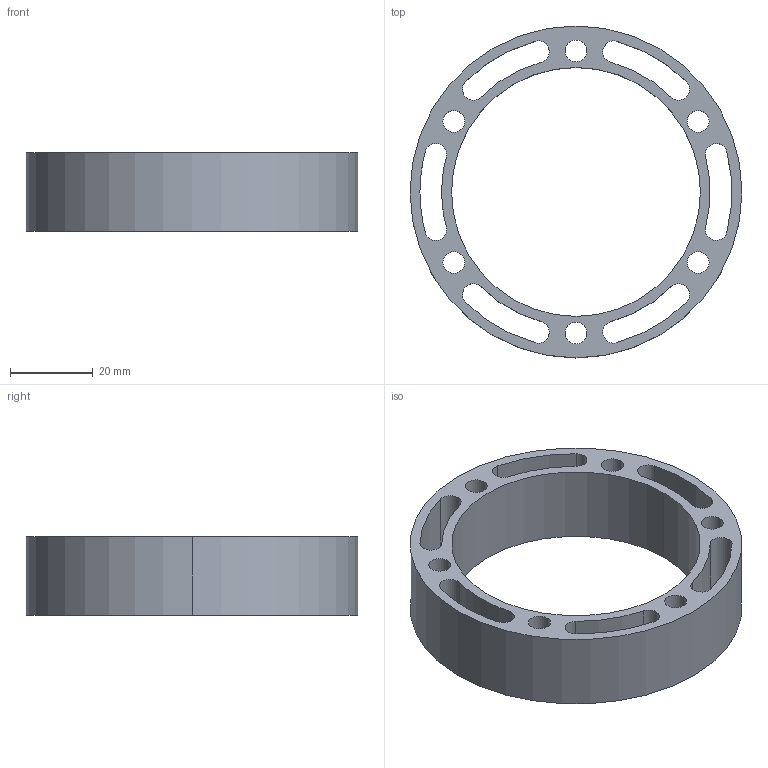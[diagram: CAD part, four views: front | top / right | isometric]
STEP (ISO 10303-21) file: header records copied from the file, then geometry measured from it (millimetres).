
FILE_DESCRIPTION (( 'STEP AP203' ), '1' );
FILE_NAME ('Brake Standoff.STEP', '2023-01-31T01:46:50', ( '' ), ( '' ), 'SwSTEP 2.0', 'SolidWorks 2021', '' );
FILE_SCHEMA (( 'CONFIG_CONTROL_DESIGN' ));
Length unit declared in the file: inch
Products named in the file (1): Brake Standoff
Bounding box: 80 x 80 x 19 mm (x, y, z)
Volume: 25879.5 mm3; surface area: 19019.6 mm2
Topology: 1 solids, 1 shells, 50 faces, 144 edges, 96 vertices
Faces by surface type: cylinder 48, plane 2
Entity records: 1835 total; most frequent: DIRECTION 342, CARTESIAN_POINT 291, ORIENTED_EDGE 288, AXIS2_PLACEMENT_3D 147, EDGE_CURVE 144, CIRCLE 96, VERTEX_POINT 96, EDGE_LOOP 76
